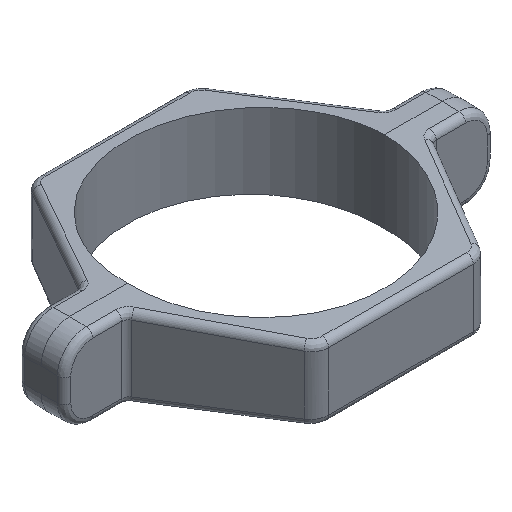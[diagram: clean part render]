
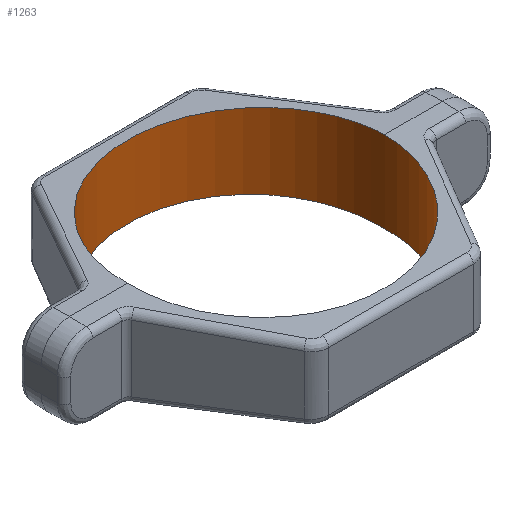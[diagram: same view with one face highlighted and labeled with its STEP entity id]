
A CAD part, isometric view. The second image highlights one B-rep face of the part: STEP entity #1263.
In plain terms, the highlighted cylindrical face has radius 57.15 mm (diameter 114.3 mm), a full revolution.
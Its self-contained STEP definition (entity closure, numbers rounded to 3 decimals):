
#21 = VERTEX_POINT ( 'NONE', #355 ) ;
#30 = CARTESIAN_POINT ( 'NONE',  ( -57.15, 0., 18.125 ) ) ;
#130 = CARTESIAN_POINT ( 'NONE',  ( 57.15, 0., 18.125 ) ) ;
#154 = CARTESIAN_POINT ( 'NONE',  ( -57.15, 0., 18.125 ) ) ;
#241 = CARTESIAN_POINT ( 'NONE',  ( -57.15, -114.3, 14.134 ) ) ;
#283 = CARTESIAN_POINT ( 'NONE',  ( 57.15, 0., 18.125 ) ) ;
#315 = CARTESIAN_POINT ( 'NONE',  ( 57.15, 0., 18.125 ) ) ;
#346 = ORIENTED_EDGE ( 'NONE', *, *, #1328, .F. ) ;
#355 = CARTESIAN_POINT ( 'NONE',  ( 57.15, 0., -18.125 ) ) ;
#357 = CARTESIAN_POINT ( 'NONE',  ( -57.15, 114.3, 14.134 ) ) ;
#437 = ORIENTED_EDGE ( 'NONE', *, *, #1075, .T. ) ;
#445 = FACE_OUTER_BOUND ( 'NONE', #2653, .T. ) ;
#544 = DIRECTION ( 'NONE',  ( 1., 0., 0. ) ) ;
#594 = VERTEX_POINT ( 'NONE', #154 ) ;
#726 = CARTESIAN_POINT ( 'NONE',  ( 57.15, 0., -18.125 ) ) ;
#752 = EDGE_CURVE ( 'NONE', #1249, #21, #937, .T. ) ;
#761 = CARTESIAN_POINT ( 'NONE',  ( 0., 0., -18.125 ) ) ;
#765 = CARTESIAN_POINT ( 'NONE',  ( 57.15, 114.3, -14.134 ) ) ;
#783 = CARTESIAN_POINT ( 'NONE',  ( -57.15, 0., -18.125 ) ) ;
#802 = CARTESIAN_POINT ( 'NONE',  ( -57.15, 0., 18.125 ) ) ;
#842 = VERTEX_POINT ( 'NONE', #315 ) ;
#937 =( BOUNDED_CURVE ( )  B_SPLINE_CURVE ( 3, ( #1400, #2964, #1852, #726 ),
 .UNSPECIFIED., .F., .F. ) 
 B_SPLINE_CURVE_WITH_KNOTS ( ( 4, 4 ),
 ( 4.712, 7.854 ),
 .UNSPECIFIED. ) 
 CURVE ( )  GEOMETRIC_REPRESENTATION_ITEM ( )  RATIONAL_B_SPLINE_CURVE ( ( 1., 0.333, 0.333, 1. ) ) 
 REPRESENTATION_ITEM ( '' )  );
#977 = FACE_OUTER_BOUND ( 'NONE', #2891, .T. ) ;
#1075 = EDGE_CURVE ( 'NONE', #594, #842, #2159, .T. ) ;
#1199 = CYLINDRICAL_SURFACE ( 'NONE', #2559, 57.15 ) ;
#1249 = VERTEX_POINT ( 'NONE', #783 ) ;
#1263 = ADVANCED_FACE ( 'NONE', ( #977, #445 ), #1199, .F. ) ;
#1321 = ORIENTED_EDGE ( 'NONE', *, *, #2507, .T. ) ;
#1328 = EDGE_CURVE ( 'NONE', #594, #842, #2487, .T. ) ;
#1400 = CARTESIAN_POINT ( 'NONE',  ( -57.15, 0., -18.125 ) ) ;
#1607 = ORIENTED_EDGE ( 'NONE', *, *, #752, .F. ) ;
#1732 = CARTESIAN_POINT ( 'NONE',  ( 57.15, 114.3, 14.134 ) ) ;
#1852 = CARTESIAN_POINT ( 'NONE',  ( 57.15, -114.3, -14.134 ) ) ;
#2159 =( BOUNDED_CURVE ( )  B_SPLINE_CURVE ( 3, ( #30, #241, #2781, #283 ),
 .UNSPECIFIED., .F., .F. ) 
 B_SPLINE_CURVE_WITH_KNOTS ( ( 4, 4 ),
 ( 1.571, 4.712 ),
 .UNSPECIFIED. ) 
 CURVE ( )  GEOMETRIC_REPRESENTATION_ITEM ( )  RATIONAL_B_SPLINE_CURVE ( ( 1., 0.333, 0.333, 1. ) ) 
 REPRESENTATION_ITEM ( '' )  );
#2338 =( BOUNDED_CURVE ( )  B_SPLINE_CURVE ( 3, ( #2371, #2585, #765, #2358 ),
 .UNSPECIFIED., .F., .F. ) 
 B_SPLINE_CURVE_WITH_KNOTS ( ( 4, 4 ),
 ( 4.712, 7.854 ),
 .UNSPECIFIED. ) 
 CURVE ( )  GEOMETRIC_REPRESENTATION_ITEM ( )  RATIONAL_B_SPLINE_CURVE ( ( 1., 0.333, 0.333, 1. ) ) 
 REPRESENTATION_ITEM ( '' )  );
#2358 = CARTESIAN_POINT ( 'NONE',  ( 57.15, 0., -18.125 ) ) ;
#2371 = CARTESIAN_POINT ( 'NONE',  ( -57.15, 0., -18.125 ) ) ;
#2487 =( BOUNDED_CURVE ( )  B_SPLINE_CURVE ( 3, ( #802, #357, #1732, #130 ),
 .UNSPECIFIED., .F., .F. ) 
 B_SPLINE_CURVE_WITH_KNOTS ( ( 4, 4 ),
 ( 1.571, 4.712 ),
 .UNSPECIFIED. ) 
 CURVE ( )  GEOMETRIC_REPRESENTATION_ITEM ( )  RATIONAL_B_SPLINE_CURVE ( ( 1., 0.333, 0.333, 1. ) ) 
 REPRESENTATION_ITEM ( '' )  );
#2507 = EDGE_CURVE ( 'NONE', #1249, #21, #2338, .T. ) ;
#2559 = AXIS2_PLACEMENT_3D ( 'NONE', #761, #2581, #544 ) ;
#2581 = DIRECTION ( 'NONE',  ( 0., 0., 1. ) ) ;
#2585 = CARTESIAN_POINT ( 'NONE',  ( -57.15, 114.3, -14.134 ) ) ;
#2653 = EDGE_LOOP ( 'NONE', ( #437, #346 ) ) ;
#2781 = CARTESIAN_POINT ( 'NONE',  ( 57.15, -114.3, 14.134 ) ) ;
#2891 = EDGE_LOOP ( 'NONE', ( #1321, #1607 ) ) ;
#2964 = CARTESIAN_POINT ( 'NONE',  ( -57.15, -114.3, -14.134 ) ) ;
